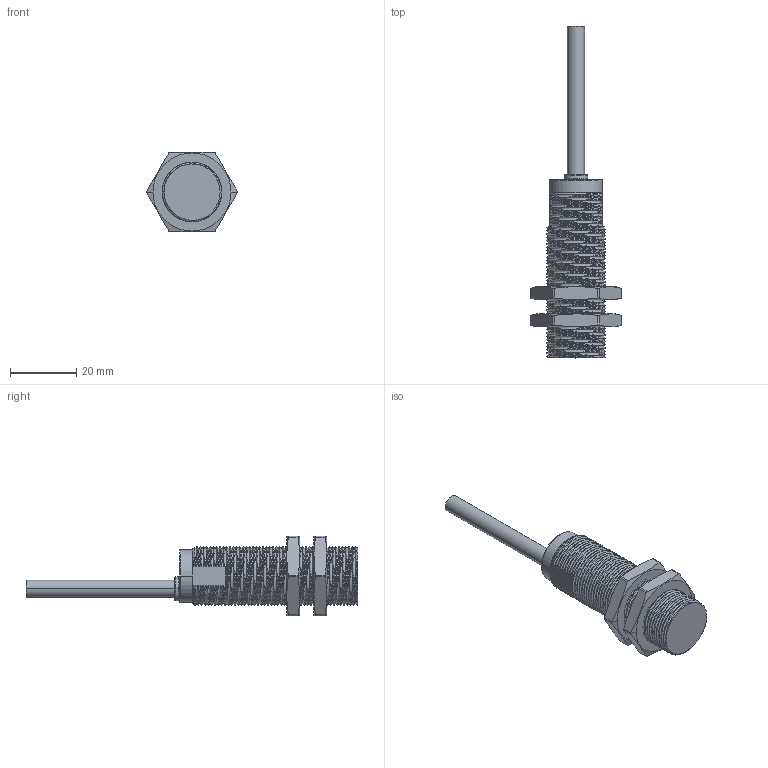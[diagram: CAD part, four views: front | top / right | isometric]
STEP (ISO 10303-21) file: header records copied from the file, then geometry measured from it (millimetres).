
FILE_DESCRIPTION(/* description */ (''),/* implementation_level */ '2;1');
FILE_NAME(/* name */ 'ELCO_Fi8-ZG18-CN6L.stp',/* time_stamp */ '2025-12-18T09:23:35+08:00',/* author */ (''),/* organization */ (''),/* preprocessor_version */ 'ST-DEVELOPER v16',/* originating_system */ 'SIEMENS PLM Software NX 10.0',/* authorisation */ '');
FILE_SCHEMA (('AUTOMOTIVE_DESIGN { 1 0 10303 214 3 1 1 1 }'));
Length unit declared in the file: millimetre
Products named in the file (1): Admi0CD878D6fxdw
Bounding box: 27.56 x 100.5 x 24 mm (x, y, z)
Volume: 15635.8 mm3; surface area: 7730.7 mm2
Topology: 3 solids, 3 shells, 239 faces, 672 edges, 440 vertices
Faces by surface type: cylinder 123, bspline 71, plane 26, cone 12, torus 7
Entity records: 27061 total; most frequent: CARTESIAN_POINT 21773, ORIENTED_EDGE 1344, EDGE_CURVE 672, DIRECTION 618, B_SPLINE_CURVE_WITH_KNOTS 447, VERTEX_POINT 440, EDGE_LOOP 244, ADVANCED_FACE 239
